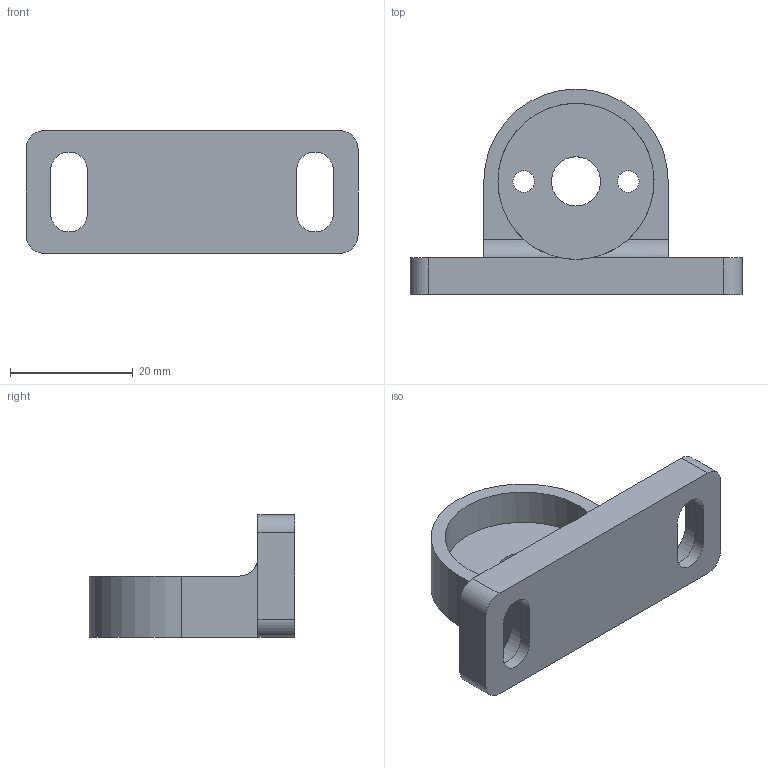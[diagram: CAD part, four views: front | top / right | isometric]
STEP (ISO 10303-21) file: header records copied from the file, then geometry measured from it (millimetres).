
FILE_DESCRIPTION(/* description */ (''),/* implementation_level */ '2;1');
FILE_NAME(/* name */ 'Nosač motora MRP-01-07.stp',/* time_stamp */ '2022-09-18T22:17:43+02:00',/* author */ ('Luka'),/* organization */ (''),/* preprocessor_version */ 'ST-DEVELOPER v18',/* originating_system */ 'Autodesk Inventor 2020',/* authorisation */ '');
FILE_SCHEMA (('AUTOMOTIVE_DESIGN { 1 0 10303 214 3 1 1 }'));
Length unit declared in the file: millimetre
Products named in the file (1): Nosač_motora_novo
Bounding box: 54 x 33.45 x 20 mm (x, y, z)
Volume: 8835.4 mm3; surface area: 5644.5 mm2
Topology: 1 solids, 1 shells, 42 faces, 120 edges, 82 vertices
Faces by surface type: cylinder 21, plane 21
Full cylindrical faces by diameter (mm): 3.5 x2, 6 x2, 8 x1, 25.4 x1
Entity records: 1483 total; most frequent: CARTESIAN_POINT 271, DIRECTION 252, ORIENTED_EDGE 240, EDGE_CURVE 120, AXIS2_PLACEMENT_3D 91, VERTEX_POINT 82, LINE 70, VECTOR 70
